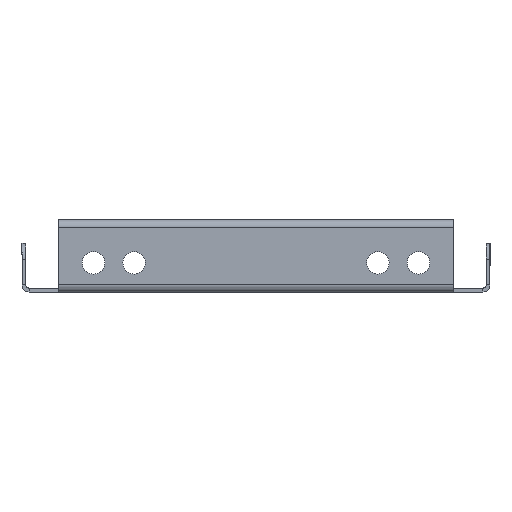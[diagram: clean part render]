
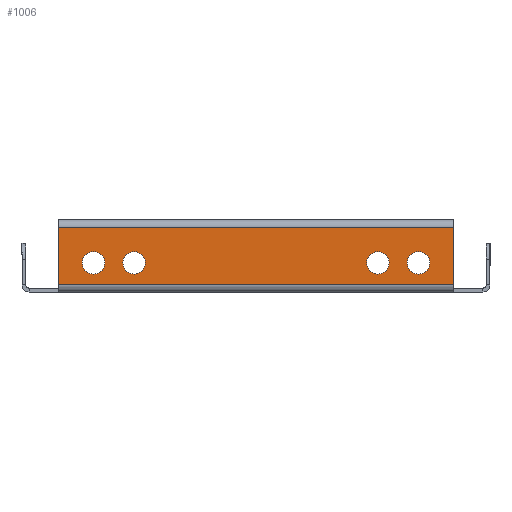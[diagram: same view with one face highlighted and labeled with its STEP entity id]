
A CAD part, left-side view. The second image highlights one B-rep face of the part: STEP entity #1006.
In plain terms, the highlighted planar face has unit normal (-1, 0, 0).
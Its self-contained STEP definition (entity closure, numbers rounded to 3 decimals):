
#37 = DIRECTION ( 'NONE',  ( 0., 1., 0. ) ) ;
#94 = ORIENTED_EDGE ( 'NONE', *, *, #730, .T. ) ;
#105 = EDGE_LOOP ( 'NONE', ( #1692, #1899 ) ) ;
#112 = CARTESIAN_POINT ( 'NONE',  ( -221.7, 60.8, 1. ) ) ;
#127 = DIRECTION ( 'NONE',  ( 0., 0., -1. ) ) ;
#313 = CARTESIAN_POINT ( 'NONE',  ( -221.7, -60.8, 1. ) ) ;
#338 = DIRECTION ( 'NONE',  ( 1., 0., 0. ) ) ;
#447 = VERTEX_POINT ( 'NONE', #3392 ) ;
#514 = FACE_BOUND ( 'NONE', #2196, .T. ) ;
#521 = DIRECTION ( 'NONE',  ( 0., 0., -1. ) ) ;
#548 = EDGE_CURVE ( 'NONE', #1113, #1327, #3589, .T. ) ;
#581 = AXIS2_PLACEMENT_3D ( 'NONE', #4040, #4433, #3667 ) ;
#594 = CARTESIAN_POINT ( 'NONE',  ( -221.7, -50., 4.35 ) ) ;
#599 = ORIENTED_EDGE ( 'NONE', *, *, #4347, .T. ) ;
#664 = EDGE_LOOP ( 'NONE', ( #3019, #94, #4355, #2836 ) ) ;
#668 = CARTESIAN_POINT ( 'NONE',  ( -221.7, 50., 4.35 ) ) ;
#684 = VERTEX_POINT ( 'NONE', #4373 ) ;
#718 = VERTEX_POINT ( 'NONE', #3996 ) ;
#730 = EDGE_CURVE ( 'NONE', #2790, #4024, #2879, .T. ) ;
#762 = CARTESIAN_POINT ( 'NONE',  ( -221.7, 0., 0. ) ) ;
#774 = DIRECTION ( 'NONE',  ( 0., 0., -1. ) ) ;
#798 = EDGE_CURVE ( 'NONE', #4624, #718, #3896, .T. ) ;
#847 = VERTEX_POINT ( 'NONE', #953 ) ;
#880 = VERTEX_POINT ( 'NONE', #668 ) ;
#914 = VECTOR ( 'NONE', #3027, 1000. ) ;
#953 = CARTESIAN_POINT ( 'NONE',  ( -221.7, 37.5, 11.25 ) ) ;
#966 = DIRECTION ( 'NONE',  ( 1., 0., 0. ) ) ;
#968 = CARTESIAN_POINT ( 'NONE',  ( -221.7, 37.5, 7.8 ) ) ;
#1006 = ADVANCED_FACE ( 'NONE', ( #2872, #514, #3469, #3234, #4132 ), #1151, .T. ) ;
#1113 = VERTEX_POINT ( 'NONE', #3871 ) ;
#1117 = CARTESIAN_POINT ( 'NONE',  ( -221.7, -37.5, 7.8 ) ) ;
#1151 = PLANE ( 'NONE',  #3213 ) ;
#1210 = DIRECTION ( 'NONE',  ( 1., 0., 0. ) ) ;
#1217 = CARTESIAN_POINT ( 'NONE',  ( -221.7, -50., 7.8 ) ) ;
#1238 = DIRECTION ( 'NONE',  ( 0., 0., -1. ) ) ;
#1327 = VERTEX_POINT ( 'NONE', #594 ) ;
#1347 = CIRCLE ( 'NONE', #1718, 3.45 ) ;
#1358 = DIRECTION ( 'NONE',  ( 0., 0., -1. ) ) ;
#1475 = ORIENTED_EDGE ( 'NONE', *, *, #798, .T. ) ;
#1518 = ORIENTED_EDGE ( 'NONE', *, *, #548, .T. ) ;
#1530 = EDGE_CURVE ( 'NONE', #718, #4624, #1347, .T. ) ;
#1549 = EDGE_CURVE ( 'NONE', #447, #1725, #4725, .T. ) ;
#1692 = ORIENTED_EDGE ( 'NONE', *, *, #3521, .T. ) ;
#1693 = EDGE_CURVE ( 'NONE', #847, #4832, #4602, .T. ) ;
#1718 = AXIS2_PLACEMENT_3D ( 'NONE', #1117, #338, #774 ) ;
#1725 = VERTEX_POINT ( 'NONE', #4654 ) ;
#1745 = AXIS2_PLACEMENT_3D ( 'NONE', #3654, #2854, #521 ) ;
#1846 = AXIS2_PLACEMENT_3D ( 'NONE', #4403, #966, #4388 ) ;
#1877 = LINE ( 'NONE', #4882, #914 ) ;
#1899 = ORIENTED_EDGE ( 'NONE', *, *, #1693, .T. ) ;
#1920 = CARTESIAN_POINT ( 'NONE',  ( -221.7, 0., 18.8 ) ) ;
#1954 = EDGE_LOOP ( 'NONE', ( #4968, #1518 ) ) ;
#2007 = CARTESIAN_POINT ( 'NONE',  ( -221.7, 0., 1. ) ) ;
#2147 = AXIS2_PLACEMENT_3D ( 'NONE', #3176, #2773, #1238 ) ;
#2196 = EDGE_LOOP ( 'NONE', ( #3199, #1475 ) ) ;
#2356 = CIRCLE ( 'NONE', #3649, 3.45 ) ;
#2364 = DIRECTION ( 'NONE',  ( 0., 0., -1. ) ) ;
#2752 = VECTOR ( 'NONE', #2820, 1000. ) ;
#2769 = CARTESIAN_POINT ( 'NONE',  ( -221.7, 60.8, 0. ) ) ;
#2773 = DIRECTION ( 'NONE',  ( 1., 0., 0. ) ) ;
#2790 = VERTEX_POINT ( 'NONE', #112 ) ;
#2820 = DIRECTION ( 'NONE',  ( 0., -1., 0. ) ) ;
#2836 = ORIENTED_EDGE ( 'NONE', *, *, #1549, .T. ) ;
#2854 = DIRECTION ( 'NONE',  ( 1., 0., 0. ) ) ;
#2872 = FACE_BOUND ( 'NONE', #3613, .T. ) ;
#2879 = LINE ( 'NONE', #2007, #2752 ) ;
#2934 = EDGE_CURVE ( 'NONE', #4024, #447, #1877, .T. ) ;
#3009 = CARTESIAN_POINT ( 'NONE',  ( -221.7, 37.5, 4.35 ) ) ;
#3019 = ORIENTED_EDGE ( 'NONE', *, *, #3679, .T. ) ;
#3027 = DIRECTION ( 'NONE',  ( 0., 0., 1. ) ) ;
#3150 = AXIS2_PLACEMENT_3D ( 'NONE', #1217, #3471, #4613 ) ;
#3153 = VECTOR ( 'NONE', #127, 1000. ) ;
#3176 = CARTESIAN_POINT ( 'NONE',  ( -221.7, 37.5, 7.8 ) ) ;
#3189 = CIRCLE ( 'NONE', #3368, 3.45 ) ;
#3199 = ORIENTED_EDGE ( 'NONE', *, *, #1530, .T. ) ;
#3213 = AXIS2_PLACEMENT_3D ( 'NONE', #762, #3419, #3794 ) ;
#3234 = FACE_BOUND ( 'NONE', #1954, .T. ) ;
#3254 = CIRCLE ( 'NONE', #581, 3.45 ) ;
#3316 = EDGE_CURVE ( 'NONE', #1327, #1113, #4526, .T. ) ;
#3368 = AXIS2_PLACEMENT_3D ( 'NONE', #3511, #1210, #2364 ) ;
#3392 = CARTESIAN_POINT ( 'NONE',  ( -221.7, -60.8, 18.8 ) ) ;
#3419 = DIRECTION ( 'NONE',  ( -1., 0., 0. ) ) ;
#3469 = FACE_BOUND ( 'NONE', #105, .T. ) ;
#3471 = DIRECTION ( 'NONE',  ( 1., 0., 0. ) ) ;
#3511 = CARTESIAN_POINT ( 'NONE',  ( -221.7, 50., 7.8 ) ) ;
#3518 = VECTOR ( 'NONE', #37, 1000. ) ;
#3521 = EDGE_CURVE ( 'NONE', #4832, #847, #2356, .T. ) ;
#3589 = CIRCLE ( 'NONE', #3150, 3.45 ) ;
#3606 = CARTESIAN_POINT ( 'NONE',  ( -221.7, -37.5, 11.25 ) ) ;
#3613 = EDGE_LOOP ( 'NONE', ( #599, #4698 ) ) ;
#3649 = AXIS2_PLACEMENT_3D ( 'NONE', #968, #3675, #1358 ) ;
#3654 = CARTESIAN_POINT ( 'NONE',  ( -221.7, -50., 7.8 ) ) ;
#3667 = DIRECTION ( 'NONE',  ( 0., 0., -1. ) ) ;
#3675 = DIRECTION ( 'NONE',  ( 1., 0., 0. ) ) ;
#3679 = EDGE_CURVE ( 'NONE', #1725, #2790, #4342, .T. ) ;
#3794 = DIRECTION ( 'NONE',  ( 0., 0., 1. ) ) ;
#3871 = CARTESIAN_POINT ( 'NONE',  ( -221.7, -50., 11.25 ) ) ;
#3896 = CIRCLE ( 'NONE', #1846, 3.45 ) ;
#3996 = CARTESIAN_POINT ( 'NONE',  ( -221.7, -37.5, 4.35 ) ) ;
#4024 = VERTEX_POINT ( 'NONE', #313 ) ;
#4040 = CARTESIAN_POINT ( 'NONE',  ( -221.7, 50., 7.8 ) ) ;
#4132 = FACE_OUTER_BOUND ( 'NONE', #664, .T. ) ;
#4212 = EDGE_CURVE ( 'NONE', #684, #880, #3189, .T. ) ;
#4342 = LINE ( 'NONE', #2769, #3153 ) ;
#4347 = EDGE_CURVE ( 'NONE', #880, #684, #3254, .T. ) ;
#4355 = ORIENTED_EDGE ( 'NONE', *, *, #2934, .T. ) ;
#4373 = CARTESIAN_POINT ( 'NONE',  ( -221.7, 50., 11.25 ) ) ;
#4388 = DIRECTION ( 'NONE',  ( 0., 0., -1. ) ) ;
#4403 = CARTESIAN_POINT ( 'NONE',  ( -221.7, -37.5, 7.8 ) ) ;
#4433 = DIRECTION ( 'NONE',  ( 1., 0., 0. ) ) ;
#4526 = CIRCLE ( 'NONE', #1745, 3.45 ) ;
#4602 = CIRCLE ( 'NONE', #2147, 3.45 ) ;
#4613 = DIRECTION ( 'NONE',  ( 0., 0., -1. ) ) ;
#4624 = VERTEX_POINT ( 'NONE', #3606 ) ;
#4654 = CARTESIAN_POINT ( 'NONE',  ( -221.7, 60.8, 18.8 ) ) ;
#4698 = ORIENTED_EDGE ( 'NONE', *, *, #4212, .T. ) ;
#4725 = LINE ( 'NONE', #1920, #3518 ) ;
#4832 = VERTEX_POINT ( 'NONE', #3009 ) ;
#4882 = CARTESIAN_POINT ( 'NONE',  ( -221.7, -60.8, 0. ) ) ;
#4968 = ORIENTED_EDGE ( 'NONE', *, *, #3316, .T. ) ;
